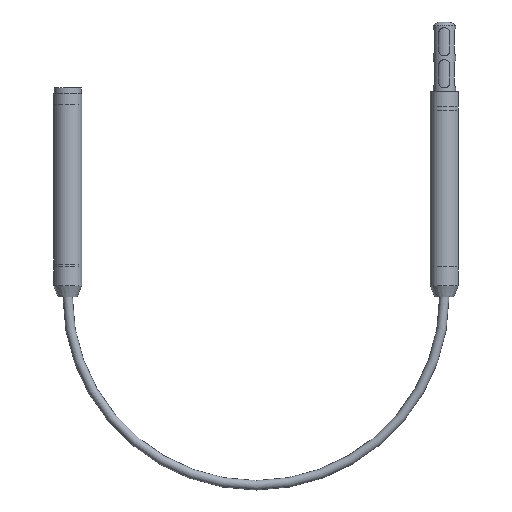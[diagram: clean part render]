
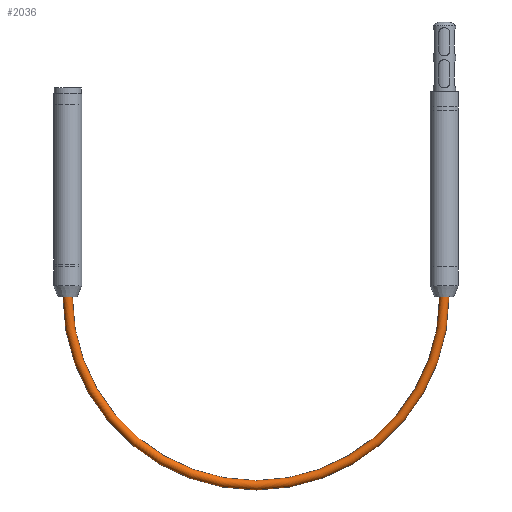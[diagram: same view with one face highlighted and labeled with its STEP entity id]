
A CAD part, front view. The second image highlights one B-rep face of the part: STEP entity #2036.
In plain terms, the highlighted toroidal (fillet/blend) face has major radius 100 mm and minor radius 2.5 mm.
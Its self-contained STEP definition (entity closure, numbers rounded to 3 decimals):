
#11=TOROIDAL_SURFACE('',#2250,100.,2.5);
#245=FACE_OUTER_BOUND('',#387,.T.);
#387=EDGE_LOOP('',(#1763,#1764,#1765,#1766));
#462=CIRCLE('',#2251,2.5);
#463=CIRCLE('',#2252,97.5);
#464=CIRCLE('',#2253,2.5);
#992=VERTEX_POINT('',#6632);
#993=VERTEX_POINT('',#6634);
#1256=EDGE_CURVE('',#992,#992,#462,.T.);
#1257=EDGE_CURVE('',#992,#993,#463,.T.);
#1258=EDGE_CURVE('',#993,#993,#464,.T.);
#1763=ORIENTED_EDGE('',*,*,#1256,.F.);
#1764=ORIENTED_EDGE('',*,*,#1257,.T.);
#1765=ORIENTED_EDGE('',*,*,#1258,.F.);
#1766=ORIENTED_EDGE('',*,*,#1257,.F.);
#2036=ADVANCED_FACE('',(#245),#11,.T.);
#2250=AXIS2_PLACEMENT_3D('',#6631,#2655,#2656);
#2251=AXIS2_PLACEMENT_3D('',#6633,#2657,#2658);
#2252=AXIS2_PLACEMENT_3D('',#6635,#2659,#2660);
#2253=AXIS2_PLACEMENT_3D('',#6636,#2661,#2662);
#2655=DIRECTION('center_axis',(0.,0.,-1.));
#2656=DIRECTION('ref_axis',(-1.,0.,0.));
#2657=DIRECTION('center_axis',(0.,1.,0.));
#2658=DIRECTION('ref_axis',(-1.,0.,0.));
#2659=DIRECTION('center_axis',(0.,0.,1.));
#2660=DIRECTION('ref_axis',(-1.,0.,0.));
#2661=DIRECTION('center_axis',(0.,1.,0.));
#2662=DIRECTION('ref_axis',(1.,0.,0.));
#6631=CARTESIAN_POINT('Origin',(-100.,0.,0.));
#6632=CARTESIAN_POINT('',(-197.5,0.,0.));
#6633=CARTESIAN_POINT('Origin',(-200.,0.,0.));
#6634=CARTESIAN_POINT('',(-2.5,0.,0.));
#6635=CARTESIAN_POINT('Origin',(-100.,0.,0.));
#6636=CARTESIAN_POINT('Origin',(0.,0.,0.));
